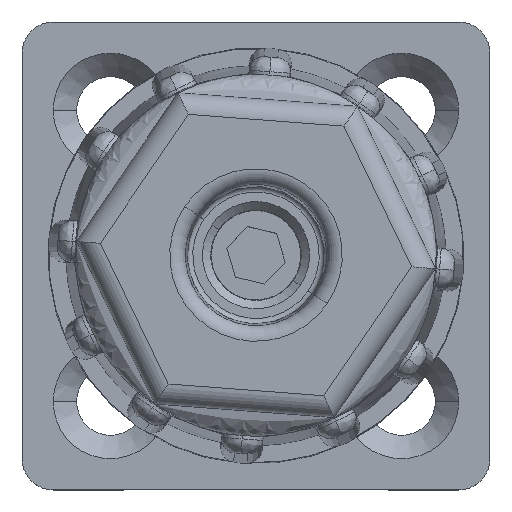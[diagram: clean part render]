
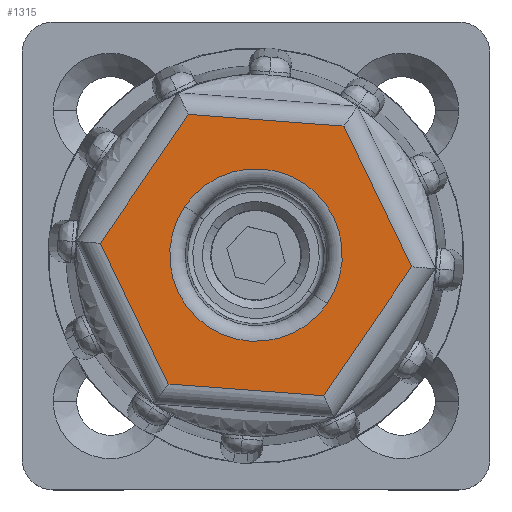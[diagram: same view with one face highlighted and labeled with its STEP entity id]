
A CAD part, top view. The second image highlights one B-rep face of the part: STEP entity #1315.
In plain terms, the highlighted planar face has unit normal (0, 0, 1).
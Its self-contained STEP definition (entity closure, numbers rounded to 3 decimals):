
#137 = VERTEX_POINT ( 'NONE', #5985 ) ;
#517 = DIRECTION ( 'NONE',  ( -1., 0., 0. ) ) ;
#1315 = ADVANCED_FACE ( 'NONE', ( #10781, #7813 ), #11830, .F. ) ;
#1387 = EDGE_CURVE ( 'NONE', #2408, #11070, #9982, .T. ) ;
#1474 = ORIENTED_EDGE ( 'NONE', *, *, #13168, .T. ) ;
#1636 = DIRECTION ( 'NONE',  ( -0.866, 0.5, 0. ) ) ;
#1655 = ORIENTED_EDGE ( 'NONE', *, *, #8366, .T. ) ;
#1826 = VECTOR ( 'NONE', #14915, 1000. ) ;
#2042 = EDGE_CURVE ( 'NONE', #9025, #3238, #2516, .T. ) ;
#2095 = DIRECTION ( 'NONE',  ( 0., 0., -1. ) ) ;
#2398 = CARTESIAN_POINT ( 'NONE',  ( 0., 0., 40. ) ) ;
#2408 = VERTEX_POINT ( 'NONE', #15471 ) ;
#2516 = LINE ( 'NONE', #10504, #12165 ) ;
#2618 = CARTESIAN_POINT ( 'NONE',  ( -8.299, 0., 40. ) ) ;
#2911 = CARTESIAN_POINT ( 'NONE',  ( 14., 6.928, 40. ) ) ;
#2978 = EDGE_CURVE ( 'NONE', #11070, #9025, #10550, .T. ) ;
#3238 = VERTEX_POINT ( 'NONE', #11053 ) ;
#3400 = AXIS2_PLACEMENT_3D ( 'NONE', #2398, #11204, #3652 ) ;
#3445 = EDGE_LOOP ( 'NONE', ( #13204, #3535, #3602, #7508, #11387, #1474 ) ) ;
#3535 = ORIENTED_EDGE ( 'NONE', *, *, #1387, .T. ) ;
#3546 = DIRECTION ( 'NONE',  ( 0.866, 0.5, 0. ) ) ;
#3602 = ORIENTED_EDGE ( 'NONE', *, *, #2978, .T. ) ;
#3652 = DIRECTION ( 'NONE',  ( -1., 0., 0. ) ) ;
#4372 = CARTESIAN_POINT ( 'NONE',  ( 13., 8.66, 40. ) ) ;
#5177 = EDGE_LOOP ( 'NONE', ( #1655, #15606 ) ) ;
#5200 = LINE ( 'NONE', #13626, #1826 ) ;
#5271 = LINE ( 'NONE', #16354, #11570 ) ;
#5638 = DIRECTION ( 'NONE',  ( 0., 1., 0. ) ) ;
#5701 = EDGE_CURVE ( 'NONE', #137, #2408, #14878, .T. ) ;
#5985 = CARTESIAN_POINT ( 'NONE',  ( 0., -15.011, 40. ) ) ;
#7198 = VECTOR ( 'NONE', #1636, 1000. ) ;
#7508 = ORIENTED_EDGE ( 'NONE', *, *, #2042, .T. ) ;
#7813 = FACE_BOUND ( 'NONE', #5177, .T. ) ;
#7916 = CARTESIAN_POINT ( 'NONE',  ( -13., -7.506, 40. ) ) ;
#8061 = DIRECTION ( 'NONE',  ( 0., 0., -1. ) ) ;
#8366 = EDGE_CURVE ( 'NONE', #12032, #11592, #12472, .T. ) ;
#8581 = CIRCLE ( 'NONE', #3400, 8.299 ) ;
#8953 = AXIS2_PLACEMENT_3D ( 'NONE', #13109, #8061, #517 ) ;
#9025 = VERTEX_POINT ( 'NONE', #13832 ) ;
#9624 = CARTESIAN_POINT ( 'NONE',  ( 0., 0., 40. ) ) ;
#9982 = LINE ( 'NONE', #4372, #13366 ) ;
#10021 = DIRECTION ( 'NONE',  ( 0.866, -0.5, 0. ) ) ;
#10345 = CARTESIAN_POINT ( 'NONE',  ( 13., 7.506, 40. ) ) ;
#10386 = CARTESIAN_POINT ( 'NONE',  ( 8.299, 0., 40. ) ) ;
#10431 = VERTEX_POINT ( 'NONE', #7916 ) ;
#10504 = CARTESIAN_POINT ( 'NONE',  ( 8.5, 19.919, 40. ) ) ;
#10550 = LINE ( 'NONE', #2911, #7198 ) ;
#10559 = DIRECTION ( 'NONE',  ( -0.866, -0.5, 0. ) ) ;
#10781 = FACE_OUTER_BOUND ( 'NONE', #3445, .T. ) ;
#10903 = DIRECTION ( 'NONE',  ( -1., 0., 0. ) ) ;
#11053 = CARTESIAN_POINT ( 'NONE',  ( -13., 7.506, 40. ) ) ;
#11070 = VERTEX_POINT ( 'NONE', #10345 ) ;
#11204 = DIRECTION ( 'NONE',  ( 0., 0., -1. ) ) ;
#11387 = ORIENTED_EDGE ( 'NONE', *, *, #15809, .T. ) ;
#11570 = VECTOR ( 'NONE', #10021, 1000. ) ;
#11592 = VERTEX_POINT ( 'NONE', #10386 ) ;
#11830 = PLANE ( 'NONE',  #8953 ) ;
#12032 = VERTEX_POINT ( 'NONE', #2618 ) ;
#12165 = VECTOR ( 'NONE', #10559, 1000. ) ;
#12383 = AXIS2_PLACEMENT_3D ( 'NONE', #9624, #2095, #10903 ) ;
#12472 = CIRCLE ( 'NONE', #12383, 8.299 ) ;
#13109 = CARTESIAN_POINT ( 'NONE',  ( 15., 8.66, 40. ) ) ;
#13168 = EDGE_CURVE ( 'NONE', #10431, #137, #5271, .T. ) ;
#13204 = ORIENTED_EDGE ( 'NONE', *, *, #5701, .T. ) ;
#13366 = VECTOR ( 'NONE', #5638, 1000. ) ;
#13626 = CARTESIAN_POINT ( 'NONE',  ( -13., 8.66, 40. ) ) ;
#13832 = CARTESIAN_POINT ( 'NONE',  ( 0., 15.011, 40. ) ) ;
#13921 = EDGE_CURVE ( 'NONE', #11592, #12032, #8581, .T. ) ;
#14878 = LINE ( 'NONE', #14929, #15274 ) ;
#14915 = DIRECTION ( 'NONE',  ( 0., -1., 0. ) ) ;
#14929 = CARTESIAN_POINT ( 'NONE',  ( 21.5, -2.598, 40. ) ) ;
#15274 = VECTOR ( 'NONE', #3546, 1000. ) ;
#15471 = CARTESIAN_POINT ( 'NONE',  ( 13., -7.506, 40. ) ) ;
#15606 = ORIENTED_EDGE ( 'NONE', *, *, #13921, .T. ) ;
#15809 = EDGE_CURVE ( 'NONE', #3238, #10431, #5200, .T. ) ;
#16354 = CARTESIAN_POINT ( 'NONE',  ( 1., -15.588, 40. ) ) ;
